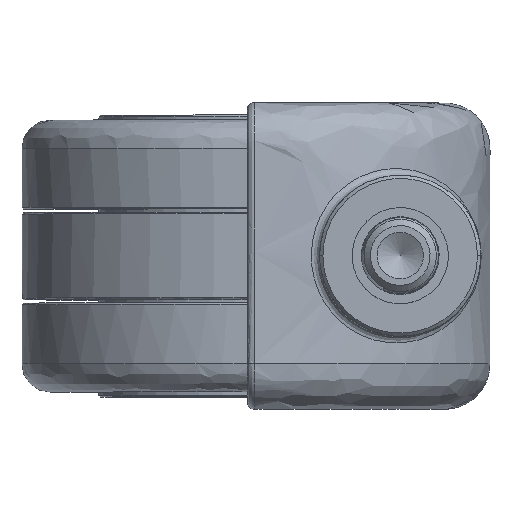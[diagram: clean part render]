
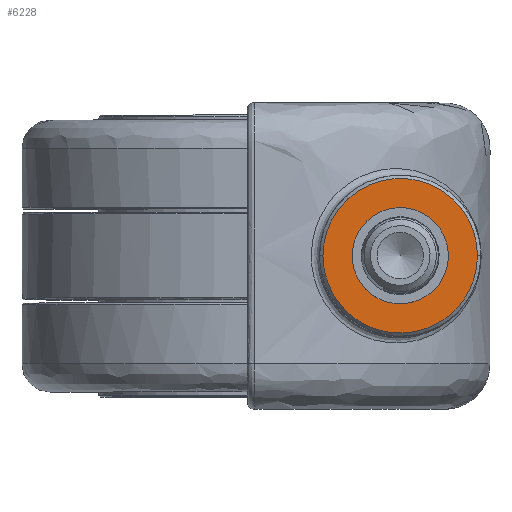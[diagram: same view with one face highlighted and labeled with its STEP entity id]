
A CAD part, top view. The second image highlights one B-rep face of the part: STEP entity #6228.
In plain terms, the highlighted planar face has unit normal (0, 0, 1).
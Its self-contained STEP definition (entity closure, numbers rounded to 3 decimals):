
#54 = CARTESIAN_POINT ( 'NONE',  ( -125.466, 0., 73. ) ) ;
#85 = CARTESIAN_POINT ( 'NONE',  ( -122.592, 7.7, 73. ) ) ;
#122 = CARTESIAN_POINT ( 'NONE',  ( -112.292, 11.575, 73. ) ) ;
#157 = CARTESIAN_POINT ( 'NONE',  ( -103.705, 5.836, 73. ) ) ;
#316 = CARTESIAN_POINT ( 'NONE',  ( -109.451, -11.106, 73. ) ) ;
#638 = DIRECTION ( 'NONE',  ( 0., 0., -1. ) ) ;
#647 = B_SPLINE_CURVE_WITH_KNOTS ( 'NONE', 3,
 ( #2555, #3346, #10162, #5235, #316, #6047, #1130, #6872, #1954, #7709, #2791 ),
 .UNSPECIFIED., .F., .F.,
 ( 4, 1, 1, 1, 1, 1, 1, 1, 4 ),
 ( 0., 0.005, 0.01, 0.014, 0.018, 0.023, 0.028, 0.033, 0.037 ),
 .UNSPECIFIED. ) ;
#903 = CARTESIAN_POINT ( 'NONE',  ( -121.492, 8.772, 73. ) ) ;
#940 = CARTESIAN_POINT ( 'NONE',  ( -110.793, 11.257, 73. ) ) ;
#972 = CARTESIAN_POINT ( 'NONE',  ( -102.909, 4.112, 73. ) ) ;
#1130 = CARTESIAN_POINT ( 'NONE',  ( -118.574, -10.988, 73. ) ) ;
#1213 = DIRECTION ( 'NONE',  ( 0., 0., 1. ) ) ;
#1682 = CARTESIAN_POINT ( 'NONE',  ( -125.37, 1.533, 73. ) ) ;
#1718 = CARTESIAN_POINT ( 'NONE',  ( -120.292, 9.705, 73. ) ) ;
#1753 = CARTESIAN_POINT ( 'NONE',  ( -109.705, 10.908, 73. ) ) ;
#1791 = CARTESIAN_POINT ( 'NONE',  ( -102.556, 3.016, 73. ) ) ;
#1954 = CARTESIAN_POINT ( 'NONE',  ( -124.922, -4.365, 73. ) ) ;
#2508 = CARTESIAN_POINT ( 'NONE',  ( -125.089, 3.034, 73. ) ) ;
#2546 = CARTESIAN_POINT ( 'NONE',  ( -118.967, 10.456, 73. ) ) ;
#2555 = CARTESIAN_POINT ( 'NONE',  ( -102.166, 0., 73. ) ) ;
#2583 = CARTESIAN_POINT ( 'NONE',  ( -107.981, 10.113, 73. ) ) ;
#2624 = CARTESIAN_POINT ( 'NONE',  ( -102.242, 1.527, 73. ) ) ;
#2703 = FACE_OUTER_BOUND ( 'NONE', #2751, .T. ) ;
#2751 = EDGE_LOOP ( 'NONE', ( #4275, #7586 ) ) ;
#2791 = CARTESIAN_POINT ( 'NONE',  ( -125.466, 0., 73. ) ) ;
#2839 = PLANE ( 'NONE',  #9414 ) ;
#3211 = EDGE_LOOP ( 'NONE', ( #10583 ) ) ;
#3339 = CARTESIAN_POINT ( 'NONE',  ( -124.431, 4.816, 73. ) ) ;
#3346 = CARTESIAN_POINT ( 'NONE',  ( -102.165, -1.609, 73. ) ) ;
#3377 = CARTESIAN_POINT ( 'NONE',  ( -117.558, 11.06, 73. ) ) ;
#3415 = CARTESIAN_POINT ( 'NONE',  ( -106.116, 8.776, 73. ) ) ;
#3455 = CARTESIAN_POINT ( 'NONE',  ( -102.166, 0., 73. ) ) ;
#3657 = VERTEX_POINT ( 'NONE', #4117 ) ;
#3878 = EDGE_CURVE ( 'NONE', #3657, #9943, #8667, .T. ) ;
#4117 = CARTESIAN_POINT ( 'NONE',  ( -125.466, 0., 73. ) ) ;
#4185 = CARTESIAN_POINT ( 'NONE',  ( -123.904, 5.84, 73. ) ) ;
#4224 = CARTESIAN_POINT ( 'NONE',  ( -115.34, 11.575, 73. ) ) ;
#4261 = CARTESIAN_POINT ( 'NONE',  ( -105.055, 7.69, 73. ) ) ;
#4275 = ORIENTED_EDGE ( 'NONE', *, *, #3878, .F. ) ;
#4653 = FACE_BOUND ( 'NONE', #3211, .T. ) ;
#4977 = CARTESIAN_POINT ( 'NONE',  ( -125.466, 0.385, 73. ) ) ;
#5013 = CARTESIAN_POINT ( 'NONE',  ( -123.073, 7.113, 73. ) ) ;
#5045 = CARTESIAN_POINT ( 'NONE',  ( -113.047, 11.65, 73. ) ) ;
#5079 = CARTESIAN_POINT ( 'NONE',  ( -104.34, 6.788, 73. ) ) ;
#5235 = CARTESIAN_POINT ( 'NONE',  ( -105.576, -8.667, 73. ) ) ;
#5542 = CARTESIAN_POINT ( 'NONE',  ( -114., 0., 73. ) ) ;
#5812 = CARTESIAN_POINT ( 'NONE',  ( -121.777, 8.515, 73. ) ) ;
#5847 = CARTESIAN_POINT ( 'NONE',  ( -111.168, 11.351, 73. ) ) ;
#5887 = CARTESIAN_POINT ( 'NONE',  ( -103.347, 5.168, 73. ) ) ;
#5920 = CIRCLE ( 'NONE', #10289, 6. ) ;
#6047 = CARTESIAN_POINT ( 'NONE',  ( -114.009, -11.948, 73. ) ) ;
#6139 = CARTESIAN_POINT ( 'NONE',  ( -114., 0., 73. ) ) ;
#6228 = ADVANCED_FACE ( 'NONE', ( #4653, #2703 ), #2839, .T. ) ;
#6384 = DIRECTION ( 'NONE',  ( 1., 0., 0. ) ) ;
#6604 = CARTESIAN_POINT ( 'NONE',  ( -125.447, 0.768, 73. ) ) ;
#6638 = CARTESIAN_POINT ( 'NONE',  ( -120.903, 9.254, 73. ) ) ;
#6671 = CARTESIAN_POINT ( 'NONE',  ( -110.063, 11.036, 73. ) ) ;
#6712 = CARTESIAN_POINT ( 'NONE',  ( -102.779, 3.75, 73. ) ) ;
#6872 = CARTESIAN_POINT ( 'NONE',  ( -122.483, -8.24, 73. ) ) ;
#6957 = DIRECTION ( 'NONE',  ( 1., 0., 0. ) ) ;
#6975 = CARTESIAN_POINT ( 'NONE',  ( -108., 0., 73. ) ) ;
#7285 = CARTESIAN_POINT ( 'NONE',  ( -102.166, 0., 73. ) ) ;
#7424 = CARTESIAN_POINT ( 'NONE',  ( -125.313, 1.913, 73. ) ) ;
#7463 = CARTESIAN_POINT ( 'NONE',  ( -119.64, 10.096, 73. ) ) ;
#7499 = CARTESIAN_POINT ( 'NONE',  ( -108.654, 10.472, 73. ) ) ;
#7542 = CARTESIAN_POINT ( 'NONE',  ( -102.464, 2.646, 73. ) ) ;
#7586 = ORIENTED_EDGE ( 'NONE', *, *, #8433, .F. ) ;
#7668 = VERTEX_POINT ( 'NONE', #6975 ) ;
#7709 = CARTESIAN_POINT ( 'NONE',  ( -125.467, -1.416, 73. ) ) ;
#8061 = EDGE_CURVE ( 'NONE', #7668, #7668, #5920, .T. ) ;
#8277 = CARTESIAN_POINT ( 'NONE',  ( -124.869, 3.76, 73. ) ) ;
#8312 = CARTESIAN_POINT ( 'NONE',  ( -118.618, 10.621, 73. ) ) ;
#8345 = CARTESIAN_POINT ( 'NONE',  ( -106.704, 9.259, 73. ) ) ;
#8381 = CARTESIAN_POINT ( 'NONE',  ( -102.166, 0.77, 73. ) ) ;
#8433 = EDGE_CURVE ( 'NONE', #9943, #3657, #647, .T. ) ;
#8667 = B_SPLINE_CURVE_WITH_KNOTS ( 'NONE', 3,
 ( #54, #4977, #6604, #1682, #7424, #2508, #8277, #3339, #9087, #4185, #9921, #5013, #85, #5812, #903, #6638, #1718, #7463, #2546, #8312, #3377, #9127, #4224, #9957, #5045, #122, #5847, #940, #6671, #1753, #7499, #2583, #8345, #3415, #9165, #4261, #9994, #5079, #157, #5887, #972, #6712, #1791, #7542, #2624, #8381, #3455 ),
 .UNSPECIFIED., .F., .F.,
 ( 4, 2, 2, 2, 2, 2, 2, 2, 1, 2, 2, 2, 2, 2, 2, 2, 2, 2, 2, 2, 2, 2, 2, 4 ),
 ( 0., 0.001, 0.002, 0.005, 0.006, 0.007, 0.009, 0.01, 0.012, 0.013, 0.014, 0.016, 0.018, 0.021, 0.022, 0.023, 0.025, 0.028, 0.029, 0.03, 0.032, 0.033, 0.035, 0.037 ),
 .UNSPECIFIED. ) ;
#9087 = CARTESIAN_POINT ( 'NONE',  ( -124.266, 5.165, 73. ) ) ;
#9127 = CARTESIAN_POINT ( 'NONE',  ( -116.831, 11.279, 73. ) ) ;
#9165 = CARTESIAN_POINT ( 'NONE',  ( -105.311, 7.972, 73. ) ) ;
#9414 = AXIS2_PLACEMENT_3D ( 'NONE', #6139, #1213, #6957 ) ;
#9921 = CARTESIAN_POINT ( 'NONE',  ( -123.707, 6.166, 73. ) ) ;
#9943 = VERTEX_POINT ( 'NONE', #7285 ) ;
#9957 = CARTESIAN_POINT ( 'NONE',  ( -114.568, 11.651, 73. ) ) ;
#9994 = CARTESIAN_POINT ( 'NONE',  ( -104.57, 7.098, 73. ) ) ;
#10162 = CARTESIAN_POINT ( 'NONE',  ( -102.828, -4.758, 73. ) ) ;
#10289 = AXIS2_PLACEMENT_3D ( 'NONE', #5542, #638, #6384 ) ;
#10583 = ORIENTED_EDGE ( 'NONE', *, *, #8061, .T. ) ;
